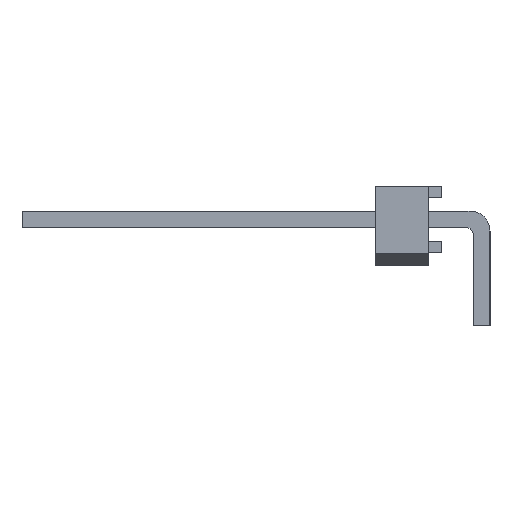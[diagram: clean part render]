
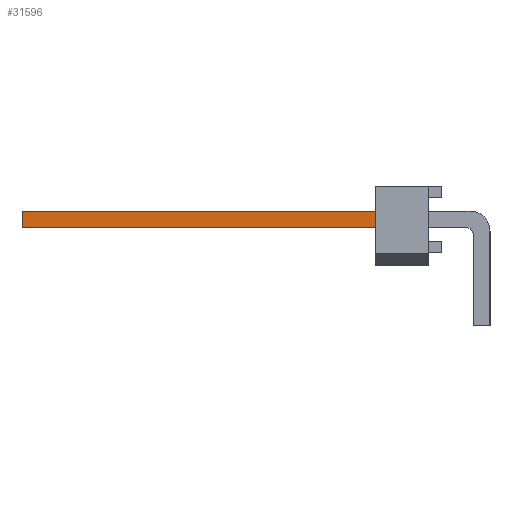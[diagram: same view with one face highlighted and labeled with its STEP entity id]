
A CAD part, left-side view. The second image highlights one B-rep face of the part: STEP entity #31596.
In plain terms, the highlighted face is planar.
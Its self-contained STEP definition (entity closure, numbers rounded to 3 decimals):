
#30269 = VERTEX_POINT('',#30270);
#30270 = CARTESIAN_POINT('',(25.718,17.526,-0.318));
#30276 = EDGE_CURVE('',#30277,#30269,#30279,.T.);
#30277 = VERTEX_POINT('',#30278);
#30278 = CARTESIAN_POINT('',(25.718,2.921,-0.318));
#30279 = LINE('',#30280,#30281);
#30280 = CARTESIAN_POINT('',(25.718,0.445,-0.318));
#30281 = VECTOR('',#30282,1.);
#30282 = DIRECTION('',(0.,1.,0.));
#31109 = VERTEX_POINT('',#31110);
#31110 = CARTESIAN_POINT('',(25.718,2.921,0.318));
#31116 = EDGE_CURVE('',#31117,#31109,#31119,.T.);
#31117 = VERTEX_POINT('',#31118);
#31118 = CARTESIAN_POINT('',(25.718,17.526,0.318));
#31119 = LINE('',#31120,#31121);
#31120 = CARTESIAN_POINT('',(25.718,17.526,0.318));
#31121 = VECTOR('',#31122,1.);
#31122 = DIRECTION('',(0.,-1.,0.));
#31585 = EDGE_CURVE('',#30269,#31117,#31586,.T.);
#31586 = LINE('',#31587,#31588);
#31587 = CARTESIAN_POINT('',(25.718,17.526,-0.318));
#31588 = VECTOR('',#31589,1.);
#31589 = DIRECTION('',(0.,0.,1.));
#31596 = ADVANCED_FACE('',(#31597),#31608,.T.);
#31597 = FACE_BOUND('',#31598,.T.);
#31598 = EDGE_LOOP('',(#31599,#31600,#31606,#31607));
#31599 = ORIENTED_EDGE('',*,*,#31116,.T.);
#31600 = ORIENTED_EDGE('',*,*,#31601,.T.);
#31601 = EDGE_CURVE('',#31109,#30277,#31602,.T.);
#31602 = LINE('',#31603,#31604);
#31603 = CARTESIAN_POINT('',(25.718,2.921,0.445));
#31604 = VECTOR('',#31605,1.);
#31605 = DIRECTION('',(0.,0.,-1.));
#31606 = ORIENTED_EDGE('',*,*,#30276,.T.);
#31607 = ORIENTED_EDGE('',*,*,#31585,.T.);
#31608 = PLANE('',#31609);
#31609 = AXIS2_PLACEMENT_3D('',#31610,#31611,#31612);
#31610 = CARTESIAN_POINT('',(25.718,0.445,0.445));
#31611 = DIRECTION('',(1.,0.,0.));
#31612 = DIRECTION('',(0.,0.,-1.));
